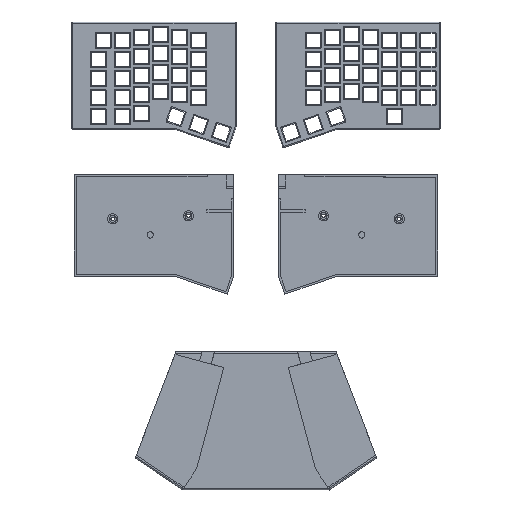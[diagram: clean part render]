
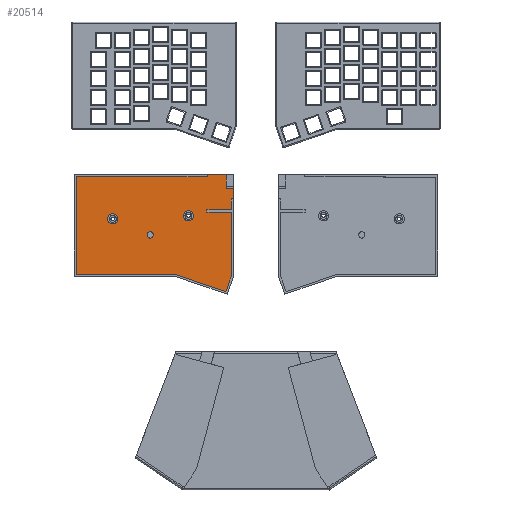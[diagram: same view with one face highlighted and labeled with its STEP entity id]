
A CAD part, top view. The second image highlights one B-rep face of the part: STEP entity #20514.
In plain terms, the highlighted planar face has unit normal (0, 0, 1).
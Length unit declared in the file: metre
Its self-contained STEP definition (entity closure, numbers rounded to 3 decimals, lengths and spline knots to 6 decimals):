
#701=CIRCLE('',#22012,0.003125);
#702=CIRCLE('',#22013,0.005);
#703=CIRCLE('',#22014,0.005);
#3832=ORIENTED_EDGE('',*,*,#8381,.F.);
#3833=ORIENTED_EDGE('',*,*,#8382,.F.);
#3834=ORIENTED_EDGE('',*,*,#8383,.F.);
#3835=ORIENTED_EDGE('',*,*,#8384,.F.);
#3836=ORIENTED_EDGE('',*,*,#8385,.T.);
#3837=ORIENTED_EDGE('',*,*,#8386,.T.);
#3838=ORIENTED_EDGE('',*,*,#8387,.T.);
#3839=ORIENTED_EDGE('',*,*,#8388,.T.);
#3840=ORIENTED_EDGE('',*,*,#8389,.T.);
#3841=ORIENTED_EDGE('',*,*,#8390,.F.);
#3842=ORIENTED_EDGE('',*,*,#8391,.F.);
#3843=ORIENTED_EDGE('',*,*,#8392,.T.);
#3844=ORIENTED_EDGE('',*,*,#8393,.T.);
#3845=ORIENTED_EDGE('',*,*,#8394,.F.);
#3846=ORIENTED_EDGE('',*,*,#8395,.F.);
#3847=ORIENTED_EDGE('',*,*,#8396,.F.);
#3848=ORIENTED_EDGE('',*,*,#8397,.F.);
#3849=ORIENTED_EDGE('',*,*,#8398,.F.);
#3850=ORIENTED_EDGE('',*,*,#8399,.F.);
#8381=EDGE_CURVE('',#10882,#10883,#13011,.T.);
#8382=EDGE_CURVE('',#10884,#10882,#13012,.T.);
#8383=EDGE_CURVE('',#10885,#10884,#13013,.T.);
#8384=EDGE_CURVE('',#10886,#10885,#13014,.T.);
#8385=EDGE_CURVE('',#10886,#10887,#13015,.T.);
#8386=EDGE_CURVE('',#10887,#10888,#13016,.T.);
#8387=EDGE_CURVE('',#10888,#10889,#13017,.T.);
#8388=EDGE_CURVE('',#10889,#10890,#13018,.T.);
#8389=EDGE_CURVE('',#10890,#10891,#13019,.T.);
#8390=EDGE_CURVE('',#10892,#10891,#13020,.T.);
#8391=EDGE_CURVE('',#10893,#10892,#13021,.T.);
#8392=EDGE_CURVE('',#10893,#10894,#13022,.T.);
#8393=EDGE_CURVE('',#10894,#10895,#13023,.T.);
#8394=EDGE_CURVE('',#10896,#10895,#13024,.T.);
#8395=EDGE_CURVE('',#10897,#10896,#13025,.T.);
#8396=EDGE_CURVE('',#10883,#10897,#13026,.T.);
#8397=EDGE_CURVE('',#10898,#10898,#701,.T.);
#8398=EDGE_CURVE('',#10899,#10899,#702,.T.);
#8399=EDGE_CURVE('',#10900,#10900,#703,.T.);
#10882=VERTEX_POINT('',#31712);
#10883=VERTEX_POINT('',#31713);
#10884=VERTEX_POINT('',#31715);
#10885=VERTEX_POINT('',#31717);
#10886=VERTEX_POINT('',#31719);
#10887=VERTEX_POINT('',#31721);
#10888=VERTEX_POINT('',#31723);
#10889=VERTEX_POINT('',#31725);
#10890=VERTEX_POINT('',#31727);
#10891=VERTEX_POINT('',#31729);
#10892=VERTEX_POINT('',#31731);
#10893=VERTEX_POINT('',#31733);
#10894=VERTEX_POINT('',#31735);
#10895=VERTEX_POINT('',#31737);
#10896=VERTEX_POINT('',#31739);
#10897=VERTEX_POINT('',#31741);
#10898=VERTEX_POINT('',#31744);
#10899=VERTEX_POINT('',#31746);
#10900=VERTEX_POINT('',#31748);
#13011=LINE('',#31711,#15272);
#13012=LINE('',#31714,#15273);
#13013=LINE('',#31716,#15274);
#13014=LINE('',#31718,#15275);
#13015=LINE('',#31720,#15276);
#13016=LINE('',#31722,#15277);
#13017=LINE('',#31724,#15278);
#13018=LINE('',#31726,#15279);
#13019=LINE('',#31728,#15280);
#13020=LINE('',#31730,#15281);
#13021=LINE('',#31732,#15282);
#13022=LINE('',#31734,#15283);
#13023=LINE('',#31736,#15284);
#13024=LINE('',#31738,#15285);
#13025=LINE('',#31740,#15286);
#13026=LINE('',#31742,#15287);
#15272=VECTOR('',#25721,1.);
#15273=VECTOR('',#25722,1.);
#15274=VECTOR('',#25723,1.);
#15275=VECTOR('',#25724,1.);
#15276=VECTOR('',#25725,1.);
#15277=VECTOR('',#25726,1.);
#15278=VECTOR('',#25727,1.);
#15279=VECTOR('',#25728,1.);
#15280=VECTOR('',#25729,1.);
#15281=VECTOR('',#25730,1.);
#15282=VECTOR('',#25731,1.);
#15283=VECTOR('',#25732,1.);
#15284=VECTOR('',#25733,1.);
#15285=VECTOR('',#25734,1.);
#15286=VECTOR('',#25735,1.);
#15287=VECTOR('',#25736,1.);
#17089=EDGE_LOOP('',(#3832,#3833,#3834,#3835,#3836,#3837,#3838,#3839,#3840,
#3841,#3842,#3843,#3844,#3845,#3846,#3847));
#17090=EDGE_LOOP('',(#3848));
#17091=EDGE_LOOP('',(#3849));
#17092=EDGE_LOOP('',(#3850));
#18478=FACE_BOUND('',#17089,.T.);
#18479=FACE_BOUND('',#17090,.T.);
#18480=FACE_BOUND('',#17091,.T.);
#18481=FACE_BOUND('',#17092,.T.);
#19594=PLANE('',#22011);
#20514=ADVANCED_FACE('',(#18478,#18479,#18480,#18481),#19594,.T.);
#22011=AXIS2_PLACEMENT_3D('',#31710,#25719,#25720);
#22012=AXIS2_PLACEMENT_3D('',#31743,#25737,#25738);
#22013=AXIS2_PLACEMENT_3D('',#31745,#25739,#25740);
#22014=AXIS2_PLACEMENT_3D('',#31747,#25741,#25742);
#25719=DIRECTION('',(0.,0.,1.));
#25720=DIRECTION('',(1.,0.,0.));
#25721=DIRECTION('',(0.,-1.,0.));
#25722=DIRECTION('',(1.,0.,0.));
#25723=DIRECTION('',(0.,1.,0.));
#25724=DIRECTION('',(1.,0.,0.));
#25725=DIRECTION('',(0.,-1.,0.));
#25726=DIRECTION('',(1.,0.,0.));
#25727=DIRECTION('',(0.946,-0.324,0.));
#25728=DIRECTION('',(0.324,0.946,0.));
#25729=DIRECTION('',(0.,1.,0.));
#25730=DIRECTION('',(1.,0.,0.));
#25731=DIRECTION('',(0.,-1.,0.));
#25732=DIRECTION('',(1.,0.,0.));
#25733=DIRECTION('',(0.,1.,0.));
#25734=DIRECTION('',(-1.,0.,0.));
#25735=DIRECTION('',(0.,-1.,0.));
#25736=DIRECTION('',(1.,0.,0.));
#25737=DIRECTION('',(0.,0.,1.));
#25738=DIRECTION('',(1.,0.,0.));
#25739=DIRECTION('',(0.,0.,1.));
#25740=DIRECTION('',(1.,0.,0.));
#25741=DIRECTION('',(0.,0.,1.));
#25742=DIRECTION('',(1.,0.,0.));
#31710=CARTESIAN_POINT('',(0.,-0.17083,0.));
#31711=CARTESIAN_POINT('',(-0.0295,-0.10272,0.));
#31712=CARTESIAN_POINT('',(-0.0295,-0.08972,0.));
#31713=CARTESIAN_POINT('',(-0.0295,-0.10397,0.));
#31714=CARTESIAN_POINT('',(-0.114863,-0.08972,0.));
#31715=CARTESIAN_POINT('',(-0.04875,-0.08972,0.));
#31716=CARTESIAN_POINT('',(-0.04875,-0.09072,0.));
#31717=CARTESIAN_POINT('',(-0.04875,-0.09172,0.));
#31718=CARTESIAN_POINT('',(-0.174975,-0.09172,0.));
#31719=CARTESIAN_POINT('',(-0.178975,-0.09172,0.));
#31720=CARTESIAN_POINT('',(-0.178975,-0.18497,0.));
#31721=CARTESIAN_POINT('',(-0.178975,-0.18897,0.));
#31722=CARTESIAN_POINT('',(-0.12594,-0.18897,0.));
#31723=CARTESIAN_POINT('',(-0.080904,-0.18897,0.));
#31724=CARTESIAN_POINT('',(-0.033706,-0.205153,0.));
#31725=CARTESIAN_POINT('',(-0.029922,-0.20645,0.));
#31726=CARTESIAN_POINT('',(-0.025914,-0.19476,0.));
#31727=CARTESIAN_POINT('',(-0.0245,-0.190637,0.));
#31728=CARTESIAN_POINT('',(-0.0245,-0.158928,0.));
#31729=CARTESIAN_POINT('',(-0.0245,-0.12722,0.));
#31730=CARTESIAN_POINT('',(-0.036688,-0.12722,0.));
#31731=CARTESIAN_POINT('',(-0.048875,-0.12722,0.));
#31732=CARTESIAN_POINT('',(-0.048875,-0.12597,0.));
#31733=CARTESIAN_POINT('',(-0.048875,-0.12472,0.));
#31734=CARTESIAN_POINT('',(-0.036688,-0.12472,0.));
#31735=CARTESIAN_POINT('',(-0.0245,-0.12472,0.));
#31736=CARTESIAN_POINT('',(-0.0245,-0.119345,0.));
#31737=CARTESIAN_POINT('',(-0.0245,-0.11397,0.));
#31738=CARTESIAN_POINT('',(-0.0235,-0.11397,0.));
#31739=CARTESIAN_POINT('',(-0.0225,-0.11397,0.));
#31740=CARTESIAN_POINT('',(-0.0225,-0.15247,0.));
#31741=CARTESIAN_POINT('',(-0.0225,-0.10397,0.));
#31742=CARTESIAN_POINT('',(-0.024111,-0.10397,0.));
#31743=CARTESIAN_POINT('',(-0.1054,-0.14987,0.));
#31744=CARTESIAN_POINT('',(-0.102275,-0.14987,0.));
#31745=CARTESIAN_POINT('',(-0.0673,-0.13082,0.));
#31746=CARTESIAN_POINT('',(-0.0623,-0.13082,0.));
#31747=CARTESIAN_POINT('',(-0.14285,-0.13382,0.));
#31748=CARTESIAN_POINT('',(-0.13785,-0.13382,0.));
